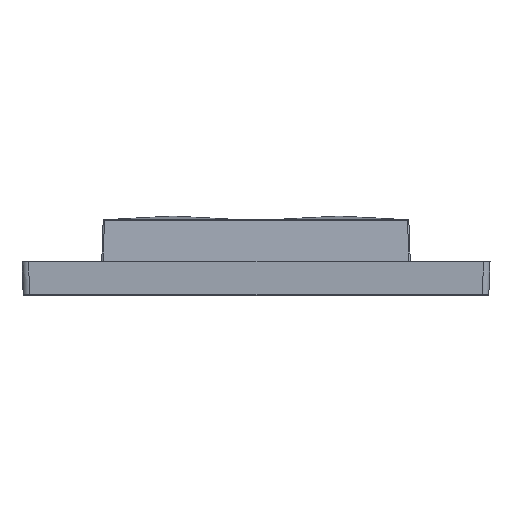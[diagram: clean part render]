
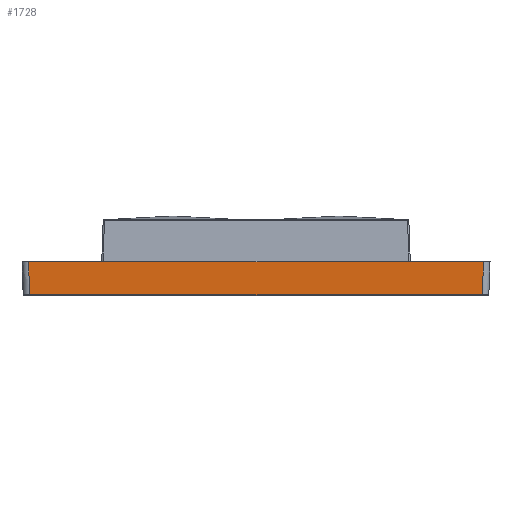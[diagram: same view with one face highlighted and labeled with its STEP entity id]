
A CAD part, left-side view. The second image highlights one B-rep face of the part: STEP entity #1728.
In plain terms, the highlighted planar face has unit normal (-0.999, 0, -0.035).
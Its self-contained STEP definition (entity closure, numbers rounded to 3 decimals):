
#959 = EDGE_CURVE ( 'NONE', #12255, #5123, #13147, .T. ) ;
#1165 = ORIENTED_EDGE ( 'NONE', *, *, #11989, .T. ) ;
#1728 = ADVANCED_FACE ( 'NONE', ( #28119 ), #13839, .T. ) ;
#2067 = CARTESIAN_POINT ( 'NONE',  ( -86.689, 0., 3.5 ) ) ;
#3425 = LINE ( 'NONE', #6271, #15931 ) ;
#3582 = DIRECTION ( 'NONE',  ( 0., -1., 0. ) ) ;
#4463 = DIRECTION ( 'NONE',  ( 0., 1., 0. ) ) ;
#5123 = VERTEX_POINT ( 'NONE', #20132 ) ;
#6160 = CARTESIAN_POINT ( 'NONE',  ( -86.5, 0., -1.9 ) ) ;
#6271 = CARTESIAN_POINT ( 'NONE',  ( -86.512, 0., -1.557 ) ) ;
#6374 = DIRECTION ( 'NONE',  ( -0.035, -0.035, 0.999 ) ) ;
#7003 = VECTOR ( 'NONE', #4463, 1000. ) ;
#10465 = ORIENTED_EDGE ( 'NONE', *, *, #14295, .T. ) ;
#10722 = CARTESIAN_POINT ( 'NONE',  ( -86.689, -34.889, 3.5 ) ) ;
#11353 = CARTESIAN_POINT ( 'NONE',  ( -86.512, -34.713, -1.557 ) ) ;
#11989 = EDGE_CURVE ( 'NONE', #31183, #31562, #14064, .T. ) ;
#12075 = ORIENTED_EDGE ( 'NONE', *, *, #959, .T. ) ;
#12255 = VERTEX_POINT ( 'NONE', #22053 ) ;
#13147 = LINE ( 'NONE', #29963, #28974 ) ;
#13839 = PLANE ( 'NONE',  #24459 ) ;
#14064 = LINE ( 'NONE', #31521, #25880 ) ;
#14295 = EDGE_CURVE ( 'NONE', #5123, #31183, #3425, .T. ) ;
#15931 = VECTOR ( 'NONE', #3582, 1000. ) ;
#16140 = EDGE_LOOP ( 'NONE', ( #1165, #20922, #12075, #10465 ) ) ;
#16256 = DIRECTION ( 'NONE',  ( -0.035, 0., 0.999 ) ) ;
#20132 = CARTESIAN_POINT ( 'NONE',  ( -86.512, 34.713, -1.557 ) ) ;
#20922 = ORIENTED_EDGE ( 'NONE', *, *, #31256, .T. ) ;
#22053 = CARTESIAN_POINT ( 'NONE',  ( -86.689, 34.889, 3.5 ) ) ;
#24459 = AXIS2_PLACEMENT_3D ( 'NONE', #6160, #25702, #16256 ) ;
#25702 = DIRECTION ( 'NONE',  ( -0.999, 0., -0.035 ) ) ;
#25880 = VECTOR ( 'NONE', #6374, 1000. ) ;
#26082 = LINE ( 'NONE', #2067, #7003 ) ;
#28030 = DIRECTION ( 'NONE',  ( 0.035, -0.035, -0.999 ) ) ;
#28119 = FACE_OUTER_BOUND ( 'NONE', #16140, .T. ) ;
#28974 = VECTOR ( 'NONE', #28030, 1000. ) ;
#29963 = CARTESIAN_POINT ( 'NONE',  ( -86.458, 34.658, -3.109 ) ) ;
#31183 = VERTEX_POINT ( 'NONE', #11353 ) ;
#31256 = EDGE_CURVE ( 'NONE', #31562, #12255, #26082, .T. ) ;
#31521 = CARTESIAN_POINT ( 'NONE',  ( -86.458, -34.658, -3.109 ) ) ;
#31562 = VERTEX_POINT ( 'NONE', #10722 ) ;
